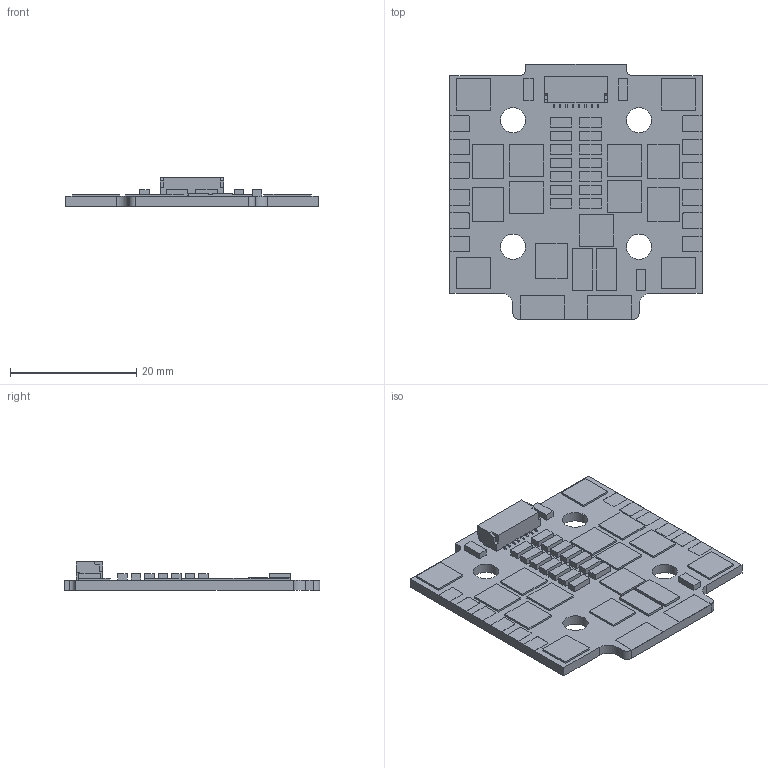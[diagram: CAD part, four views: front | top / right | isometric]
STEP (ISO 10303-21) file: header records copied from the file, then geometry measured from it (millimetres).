
FILE_DESCRIPTION(/* description */ (''),/* implementation_level */ '2;1');
FILE_NAME(/* name */ 'ESC Foxxer Reaper 60A v5.step',/* time_stamp */ '2023-08-10T16:04:34-05:00',/* author */ (''),/* organization */ (''),/* preprocessor_version */ 'ST-DEVELOPER v20',/* originating_system */ 'Autodesk Translation Framework v12.9.0.99',/* authorisation */ '');
FILE_SCHEMA (('AUTOMOTIVE_DESIGN { 1 0 10303 214 3 1 1 }'));
Length unit declared in the file: millimetre
Products named in the file (6): ESC Foxxer Reaper 60A; SM08B-SRSS-TB; Integrados; Condensadores; Resistencias; Conectores
Assembly tree (5 placements, depth 2):
  ESC Foxxer Reaper 60A
    SM08B-SRSS-TB
    Integrados
    Condensadores
    Resistencias
    Conectores
Bounding box: 40 x 40.5 x 4.5 mm (x, y, z)
Volume: 2598.1 mm3; surface area: 5054.2 mm2
Topology: 49 solids, 49 shells, 463 faces, 1066 edges, 710 vertices
Faces by surface type: plane 429, cylinder 34
Full cylindrical faces by diameter (mm): 4 x4
Entity records: 13115 total; most frequent: CARTESIAN_POINT 2251, ORIENTED_EDGE 2132, DIRECTION 2084, EDGE_CURVE 1066, LINE 998, VECTOR 998, VERTEX_POINT 710, AXIS2_PLACEMENT_3D 543
